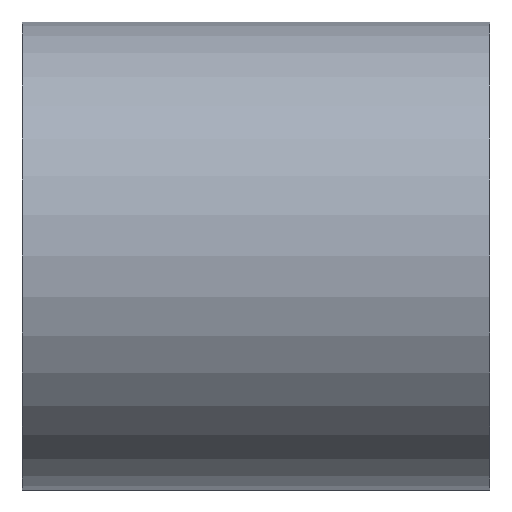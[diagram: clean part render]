
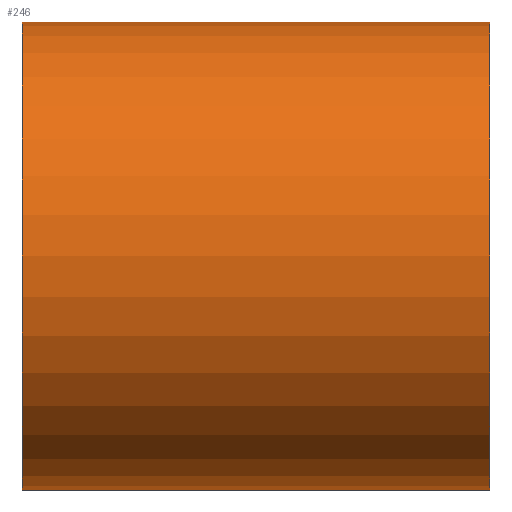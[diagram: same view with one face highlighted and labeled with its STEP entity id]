
A CAD part, front view. The second image highlights one B-rep face of the part: STEP entity #246.
In plain terms, the highlighted cylindrical face has radius 30 mm (diameter 60 mm), a partial arc.
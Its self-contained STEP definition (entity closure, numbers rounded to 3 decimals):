
#9 = CARTESIAN_POINT ( 'NONE',  ( 53.983, 0., 0. ) ) ;
#20 = VERTEX_POINT ( 'NONE', #191 ) ;
#44 = VERTEX_POINT ( 'NONE', #124 ) ;
#45 = VERTEX_POINT ( 'NONE', #149 ) ;
#50 = CARTESIAN_POINT ( 'NONE',  ( -46.222, 0., 30. ) ) ;
#64 = CIRCLE ( 'NONE', #197, 30. ) ;
#85 = CIRCLE ( 'NONE', #251, 30. ) ;
#93 = ORIENTED_EDGE ( 'NONE', *, *, #269, .T. ) ;
#95 = CYLINDRICAL_SURFACE ( 'NONE', #206, 30. ) ;
#97 = DIRECTION ( 'NONE',  ( -1., 0., 0. ) ) ;
#118 = FACE_OUTER_BOUND ( 'NONE', #212, .T. ) ;
#123 = CARTESIAN_POINT ( 'NONE',  ( -6.017, 0., 0. ) ) ;
#124 = CARTESIAN_POINT ( 'NONE',  ( 53.983, 0., -30. ) ) ;
#130 = DIRECTION ( 'NONE',  ( 0., 0., 1. ) ) ;
#133 = DIRECTION ( 'NONE',  ( -1., 0., 0. ) ) ;
#134 = EDGE_CURVE ( 'NONE', #44, #45, #225, .T. ) ;
#147 = DIRECTION ( 'NONE',  ( 0., 0., 1. ) ) ;
#149 = CARTESIAN_POINT ( 'NONE',  ( -6.017, 0., -30. ) ) ;
#155 = EDGE_CURVE ( 'NONE', #44, #20, #64, .T. ) ;
#156 = VECTOR ( 'NONE', #313, 1000. ) ;
#158 = ORIENTED_EDGE ( 'NONE', *, *, #297, .F. ) ;
#183 = ORIENTED_EDGE ( 'NONE', *, *, #155, .T. ) ;
#188 = CARTESIAN_POINT ( 'NONE',  ( -46.222, 0., 0. ) ) ;
#191 = CARTESIAN_POINT ( 'NONE',  ( 53.983, 0., 30. ) ) ;
#192 = LINE ( 'NONE', #50, #156 ) ;
#197 = AXIS2_PLACEMENT_3D ( 'NONE', #9, #226, #130 ) ;
#198 = DIRECTION ( 'NONE',  ( 0., 0., 1. ) ) ;
#206 = AXIS2_PLACEMENT_3D ( 'NONE', #188, #267, #198 ) ;
#211 = VERTEX_POINT ( 'NONE', #291 ) ;
#212 = EDGE_LOOP ( 'NONE', ( #279, #183, #93, #158 ) ) ;
#225 = LINE ( 'NONE', #296, #254 ) ;
#226 = DIRECTION ( 'NONE',  ( -1., 0., 0. ) ) ;
#246 = ADVANCED_FACE ( 'NONE', ( #118 ), #95, .T. ) ;
#251 = AXIS2_PLACEMENT_3D ( 'NONE', #123, #97, #147 ) ;
#254 = VECTOR ( 'NONE', #133, 1000. ) ;
#267 = DIRECTION ( 'NONE',  ( -1., 0., 0. ) ) ;
#269 = EDGE_CURVE ( 'NONE', #20, #211, #192, .T. ) ;
#279 = ORIENTED_EDGE ( 'NONE', *, *, #134, .F. ) ;
#291 = CARTESIAN_POINT ( 'NONE',  ( -6.017, 0., 30. ) ) ;
#296 = CARTESIAN_POINT ( 'NONE',  ( -46.222, 0., -30. ) ) ;
#297 = EDGE_CURVE ( 'NONE', #45, #211, #85, .T. ) ;
#313 = DIRECTION ( 'NONE',  ( -1., 0., 0. ) ) ;
